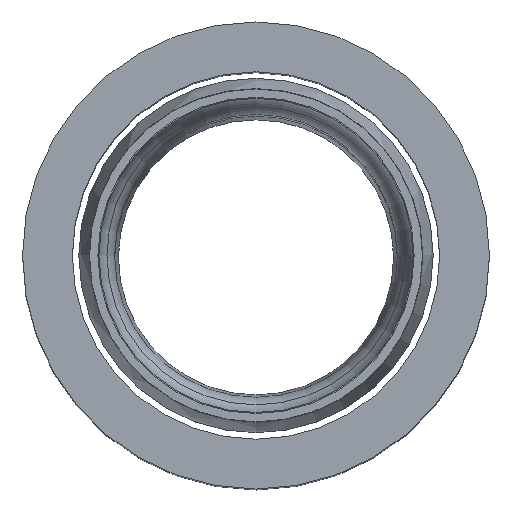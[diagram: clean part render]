
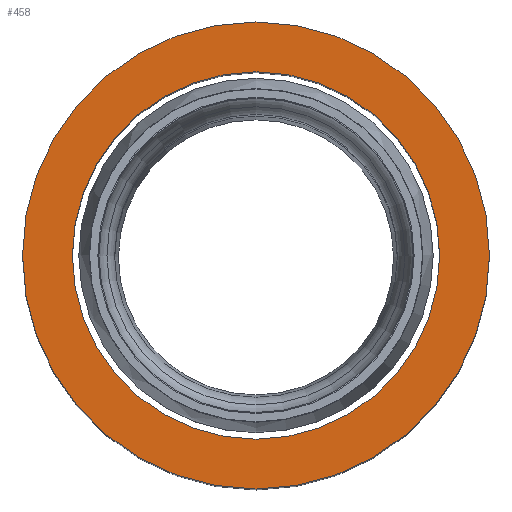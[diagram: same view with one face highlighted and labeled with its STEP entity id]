
A CAD part, top view. The second image highlights one B-rep face of the part: STEP entity #458.
In plain terms, the highlighted planar face has unit normal (0, 0, 1).
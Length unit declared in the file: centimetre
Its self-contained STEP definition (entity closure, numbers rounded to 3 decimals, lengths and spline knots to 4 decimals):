
#37=FACE_BOUND('',#127,.T.);
#41=PLANE('',#538);
#96=FACE_OUTER_BOUND('',#126,.T.);
#126=EDGE_LOOP('',(#417));
#127=EDGE_LOOP('',(#418));
#182=CIRCLE('',#537,32.45);
#183=CIRCLE('',#539,41.25);
#224=VERTEX_POINT('',#949);
#225=VERTEX_POINT('',#953);
#289=EDGE_CURVE('',#224,#224,#182,.T.);
#290=EDGE_CURVE('',#225,#225,#183,.T.);
#417=ORIENTED_EDGE('',*,*,#290,.F.);
#418=ORIENTED_EDGE('',*,*,#289,.T.);
#458=ADVANCED_FACE('',(#96,#37),#41,.T.);
#537=AXIS2_PLACEMENT_3D('',#951,#703,#704);
#538=AXIS2_PLACEMENT_3D('',#952,#705,#706);
#539=AXIS2_PLACEMENT_3D('',#954,#707,#708);
#703=DIRECTION('center_axis',(0.,0.,-1.));
#704=DIRECTION('ref_axis',(1.,0.,0.));
#705=DIRECTION('center_axis',(0.,0.,1.));
#706=DIRECTION('ref_axis',(0.,-1.,0.));
#707=DIRECTION('center_axis',(0.,0.,-1.));
#708=DIRECTION('ref_axis',(1.,0.,0.));
#949=CARTESIAN_POINT('',(669.0613,155.0351,13.6316));
#951=CARTESIAN_POINT('Origin',(701.5113,155.0351,13.6316));
#952=CARTESIAN_POINT('Origin',(742.7613,155.0351,13.6316));
#953=CARTESIAN_POINT('',(660.2613,155.0351,13.6316));
#954=CARTESIAN_POINT('Origin',(701.5113,155.0351,13.6316));
